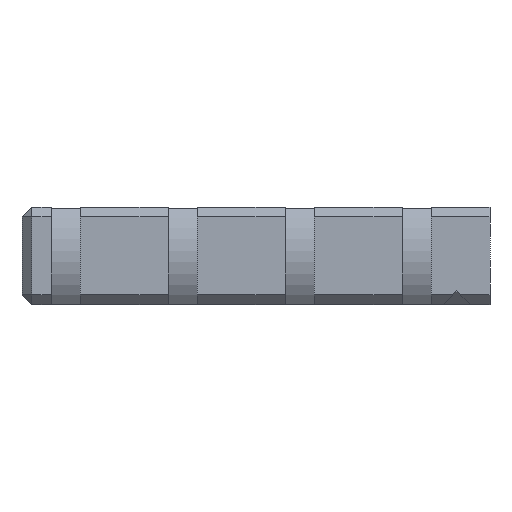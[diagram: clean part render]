
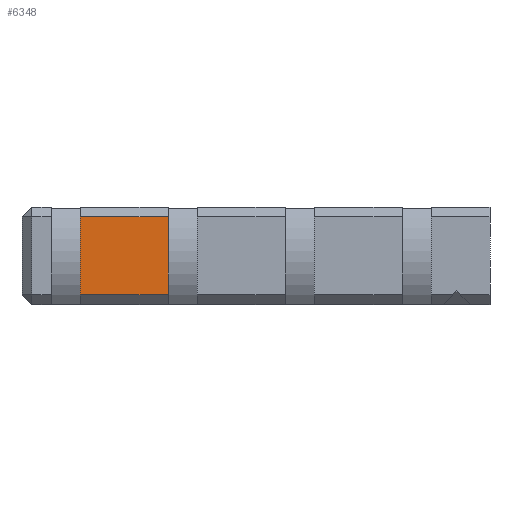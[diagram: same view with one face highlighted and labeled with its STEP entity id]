
A CAD part, left-side view. The second image highlights one B-rep face of the part: STEP entity #6348.
In plain terms, the highlighted planar face has unit normal (-1, 0, 0).
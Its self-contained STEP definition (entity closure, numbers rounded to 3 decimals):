
#2132 = PLANE('',#2133);
#2133 = AXIS2_PLACEMENT_3D('',#2134,#2135,#2136);
#2134 = CARTESIAN_POINT('',(0.,33.,5.));
#2135 = DIRECTION('',(0.,1.,0.));
#2136 = DIRECTION('',(1.,0.,0.));
#2187 = PLANE('',#2188);
#2188 = AXIS2_PLACEMENT_3D('',#2189,#2190,#2191);
#2189 = CARTESIAN_POINT('',(0.,42.,5.));
#2190 = DIRECTION('',(0.,1.,0.));
#2191 = DIRECTION('',(1.,0.,0.));
#2974 = PLANE('',#2975);
#2975 = AXIS2_PLACEMENT_3D('',#2976,#2977,#2978);
#2976 = CARTESIAN_POINT('',(-7.5,0.,0.5));
#2977 = DIRECTION('',(-0.707,0.,-0.707));
#2978 = DIRECTION('',(0.,1.,0.));
#5081 = VERTEX_POINT('',#5082);
#5082 = CARTESIAN_POINT('',(-8.,42.,1.));
#5101 = EDGE_CURVE('',#5081,#5102,#5104,.T.);
#5102 = VERTEX_POINT('',#5103);
#5103 = CARTESIAN_POINT('',(-8.,42.,9.));
#5104 = SURFACE_CURVE('',#5105,(#5109,#5115),.PCURVE_S1.);
#5105 = LINE('',#5106,#5107);
#5106 = CARTESIAN_POINT('',(-8.,42.,2.5));
#5107 = VECTOR('',#5108,1.);
#5108 = DIRECTION('',(0.,0.,1.));
#5109 = PCURVE('',#2187,#5110);
#5110 = DEFINITIONAL_REPRESENTATION('',(#5111),#5114);
#5111 = B_SPLINE_CURVE_WITH_KNOTS('',1,(#5112,#5113),.UNSPECIFIED.,.F.,
  .F.,(2,2),(-1.5,6.5),.PIECEWISE_BEZIER_KNOTS.);
#5112 = CARTESIAN_POINT('',(-8.,4.));
#5113 = CARTESIAN_POINT('',(-8.,-4.));
#5114 = ( GEOMETRIC_REPRESENTATION_CONTEXT(2) 
PARAMETRIC_REPRESENTATION_CONTEXT() REPRESENTATION_CONTEXT('2D SPACE',''
  ) );
#5115 = PCURVE('',#5116,#5121);
#5116 = PLANE('',#5117);
#5117 = AXIS2_PLACEMENT_3D('',#5118,#5119,#5120);
#5118 = CARTESIAN_POINT('',(-8.,0.,0.));
#5119 = DIRECTION('',(1.,0.,0.));
#5120 = DIRECTION('',(0.,0.,1.));
#5121 = DEFINITIONAL_REPRESENTATION('',(#5122),#5125);
#5122 = B_SPLINE_CURVE_WITH_KNOTS('',1,(#5123,#5124),.UNSPECIFIED.,.F.,
  .F.,(2,2),(-1.5,6.5),.PIECEWISE_BEZIER_KNOTS.);
#5123 = CARTESIAN_POINT('',(1.,-42.));
#5124 = CARTESIAN_POINT('',(9.,-42.));
#5125 = ( GEOMETRIC_REPRESENTATION_CONTEXT(2) 
PARAMETRIC_REPRESENTATION_CONTEXT() REPRESENTATION_CONTEXT('2D SPACE',''
  ) );
#5140 = PLANE('',#5141);
#5141 = AXIS2_PLACEMENT_3D('',#5142,#5143,#5144);
#5142 = CARTESIAN_POINT('',(-7.5,0.,9.5));
#5143 = DIRECTION('',(0.707,0.,-0.707));
#5144 = DIRECTION('',(0.,1.,0.));
#5227 = VERTEX_POINT('',#5228);
#5228 = CARTESIAN_POINT('',(-8.,33.,1.));
#5247 = EDGE_CURVE('',#5227,#5248,#5250,.T.);
#5248 = VERTEX_POINT('',#5249);
#5249 = CARTESIAN_POINT('',(-8.,33.,9.));
#5250 = SURFACE_CURVE('',#5251,(#5255,#5261),.PCURVE_S1.);
#5251 = LINE('',#5252,#5253);
#5252 = CARTESIAN_POINT('',(-8.,33.,2.5));
#5253 = VECTOR('',#5254,1.);
#5254 = DIRECTION('',(0.,0.,1.));
#5255 = PCURVE('',#2132,#5256);
#5256 = DEFINITIONAL_REPRESENTATION('',(#5257),#5260);
#5257 = B_SPLINE_CURVE_WITH_KNOTS('',1,(#5258,#5259),.UNSPECIFIED.,.F.,
  .F.,(2,2),(-1.5,6.5),.PIECEWISE_BEZIER_KNOTS.);
#5258 = CARTESIAN_POINT('',(-8.,4.));
#5259 = CARTESIAN_POINT('',(-8.,-4.));
#5260 = ( GEOMETRIC_REPRESENTATION_CONTEXT(2) 
PARAMETRIC_REPRESENTATION_CONTEXT() REPRESENTATION_CONTEXT('2D SPACE',''
  ) );
#5261 = PCURVE('',#5116,#5262);
#5262 = DEFINITIONAL_REPRESENTATION('',(#5263),#5266);
#5263 = B_SPLINE_CURVE_WITH_KNOTS('',1,(#5264,#5265),.UNSPECIFIED.,.F.,
  .F.,(2,2),(-1.5,6.5),.PIECEWISE_BEZIER_KNOTS.);
#5264 = CARTESIAN_POINT('',(1.,-33.));
#5265 = CARTESIAN_POINT('',(9.,-33.));
#5266 = ( GEOMETRIC_REPRESENTATION_CONTEXT(2) 
PARAMETRIC_REPRESENTATION_CONTEXT() REPRESENTATION_CONTEXT('2D SPACE',''
  ) );
#5852 = EDGE_CURVE('',#5227,#5081,#5853,.T.);
#5853 = SURFACE_CURVE('',#5854,(#5858,#5865),.PCURVE_S1.);
#5854 = LINE('',#5855,#5856);
#5855 = CARTESIAN_POINT('',(-8.,0.,1.));
#5856 = VECTOR('',#5857,1.);
#5857 = DIRECTION('',(0.,1.,0.));
#5858 = PCURVE('',#2974,#5859);
#5859 = DEFINITIONAL_REPRESENTATION('',(#5860),#5864);
#5860 = LINE('',#5861,#5862);
#5861 = CARTESIAN_POINT('',(0.,-0.707));
#5862 = VECTOR('',#5863,1.);
#5863 = DIRECTION('',(1.,0.));
#5864 = ( GEOMETRIC_REPRESENTATION_CONTEXT(2) 
PARAMETRIC_REPRESENTATION_CONTEXT() REPRESENTATION_CONTEXT('2D SPACE',''
  ) );
#5865 = PCURVE('',#5116,#5866);
#5866 = DEFINITIONAL_REPRESENTATION('',(#5867),#5871);
#5867 = LINE('',#5868,#5869);
#5868 = CARTESIAN_POINT('',(1.,0.));
#5869 = VECTOR('',#5870,1.);
#5870 = DIRECTION('',(0.,-1.));
#5871 = ( GEOMETRIC_REPRESENTATION_CONTEXT(2) 
PARAMETRIC_REPRESENTATION_CONTEXT() REPRESENTATION_CONTEXT('2D SPACE',''
  ) );
#6326 = EDGE_CURVE('',#5248,#5102,#6327,.T.);
#6327 = SURFACE_CURVE('',#6328,(#6332,#6339),.PCURVE_S1.);
#6328 = LINE('',#6329,#6330);
#6329 = CARTESIAN_POINT('',(-8.,0.,9.));
#6330 = VECTOR('',#6331,1.);
#6331 = DIRECTION('',(0.,1.,0.));
#6332 = PCURVE('',#5140,#6333);
#6333 = DEFINITIONAL_REPRESENTATION('',(#6334),#6338);
#6334 = LINE('',#6335,#6336);
#6335 = CARTESIAN_POINT('',(0.,-0.707));
#6336 = VECTOR('',#6337,1.);
#6337 = DIRECTION('',(1.,0.));
#6338 = ( GEOMETRIC_REPRESENTATION_CONTEXT(2) 
PARAMETRIC_REPRESENTATION_CONTEXT() REPRESENTATION_CONTEXT('2D SPACE',''
  ) );
#6339 = PCURVE('',#5116,#6340);
#6340 = DEFINITIONAL_REPRESENTATION('',(#6341),#6345);
#6341 = LINE('',#6342,#6343);
#6342 = CARTESIAN_POINT('',(9.,0.));
#6343 = VECTOR('',#6344,1.);
#6344 = DIRECTION('',(0.,-1.));
#6345 = ( GEOMETRIC_REPRESENTATION_CONTEXT(2) 
PARAMETRIC_REPRESENTATION_CONTEXT() REPRESENTATION_CONTEXT('2D SPACE',''
  ) );
#6348 = ADVANCED_FACE('',(#6349),#5116,.F.);
#6349 = FACE_BOUND('',#6350,.F.);
#6350 = EDGE_LOOP('',(#6351,#6352,#6353,#6354));
#6351 = ORIENTED_EDGE('',*,*,#6326,.F.);
#6352 = ORIENTED_EDGE('',*,*,#5247,.F.);
#6353 = ORIENTED_EDGE('',*,*,#5852,.T.);
#6354 = ORIENTED_EDGE('',*,*,#5101,.T.);
